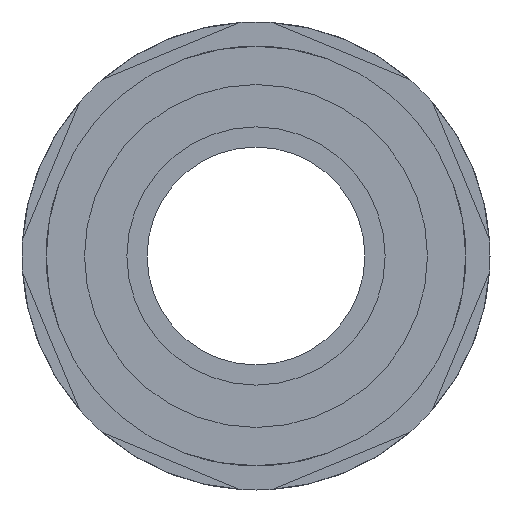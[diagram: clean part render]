
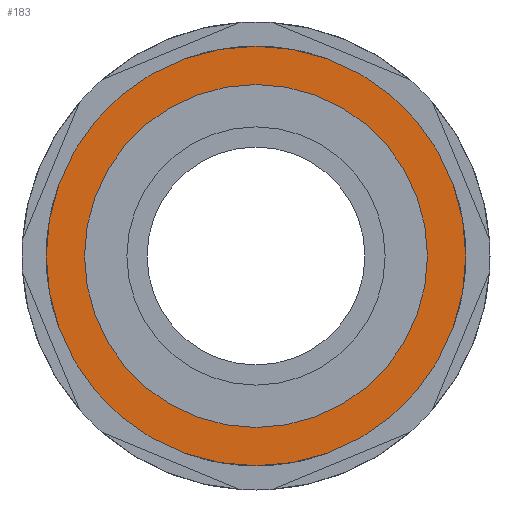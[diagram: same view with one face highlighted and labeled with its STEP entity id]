
A CAD part, left-side view. The second image highlights one B-rep face of the part: STEP entity #183.
In plain terms, the highlighted face is planar.
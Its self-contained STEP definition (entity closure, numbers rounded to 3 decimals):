
#183 = ADVANCED_FACE( '', ( #313, #314 ), #315, .F. );
#313 = FACE_BOUND( '', #560, .T. );
#314 = FACE_OUTER_BOUND( '', #561, .T. );
#315 = PLANE( '', #562 );
#560 = EDGE_LOOP( '', ( #846 ) );
#561 = EDGE_LOOP( '', ( #847 ) );
#562 = AXIS2_PLACEMENT_3D( '', #848, #849, #850 );
#846 = ORIENTED_EDGE( '', *, *, #1544, .F. );
#847 = ORIENTED_EDGE( '', *, *, #1553, .T. );
#848 = CARTESIAN_POINT( '', ( 31., 26., 0. ) );
#849 = DIRECTION( '', ( -1., 0., 0. ) );
#850 = DIRECTION( '', ( 0., 0., 1. ) );
#1544 = EDGE_CURVE( '', #1782, #1782, #1783, .T. );
#1553 = EDGE_CURVE( '', #1800, #1800, #1801, .T. );
#1782 = VERTEX_POINT( '', #2187 );
#1783 = CIRCLE( '', #2188, 21.25 );
#1800 = VERTEX_POINT( '', #2205 );
#1801 = CIRCLE( '', #2206, 26. );
#2187 = CARTESIAN_POINT( '', ( 31., 21.25, 0. ) );
#2188 = AXIS2_PLACEMENT_3D( '', #2761, #2762, #2763 );
#2205 = CARTESIAN_POINT( '', ( 31., 0., -26. ) );
#2206 = AXIS2_PLACEMENT_3D( '', #2788, #2789, #2790 );
#2761 = CARTESIAN_POINT( '', ( 31., 0., 0. ) );
#2762 = DIRECTION( '', ( 1., 0., 0. ) );
#2763 = DIRECTION( '', ( 0., 1., 0. ) );
#2788 = CARTESIAN_POINT( '', ( 31., 0., 0. ) );
#2789 = DIRECTION( '', ( 1., 0., 0. ) );
#2790 = DIRECTION( '', ( 0., 0., -1. ) );
